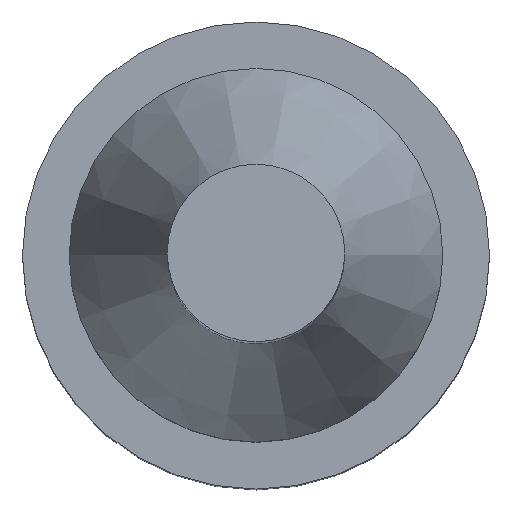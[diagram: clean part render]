
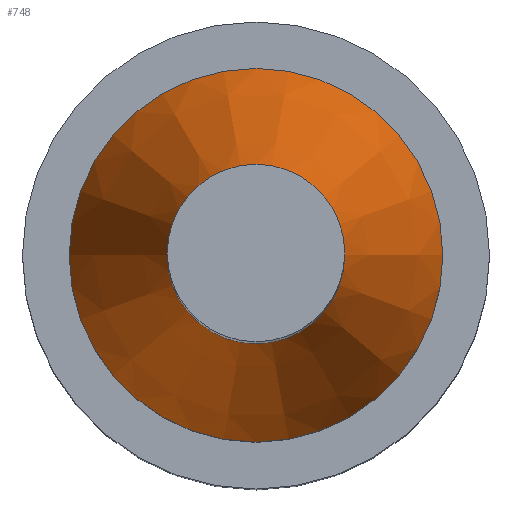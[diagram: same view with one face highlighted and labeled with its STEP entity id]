
A CAD part, top view. The second image highlights one B-rep face of the part: STEP entity #748.
In plain terms, the highlighted conical face has half-angle 19.29 degrees and reference radius 10 mm.
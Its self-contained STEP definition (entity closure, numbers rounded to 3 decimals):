
#12=CONICAL_SURFACE($,#790,10.,19.29);
#17=FACE_BOUND($,#166,.T.);
#35=CIRCLE($,#788,4.75);
#36=CIRCLE($,#791,10.);
#120=FACE_OUTER_BOUND($,#165,.T.);
#165=EDGE_LOOP($,(#615));
#166=EDGE_LOOP($,(#616));
#362=VERTEX_POINT($,#1295);
#363=VERTEX_POINT($,#1299);
#458=EDGE_CURVE($,#362,#362,#35,.T.);
#459=EDGE_CURVE($,#363,#363,#36,.T.);
#615=ORIENTED_EDGE($,*,*,#459,.F.);
#616=ORIENTED_EDGE($,*,*,#458,.T.);
#748=ADVANCED_FACE($,(#120,#17),#12,.T.);
#788=AXIS2_PLACEMENT_3D($,#1296,#925,#926);
#790=AXIS2_PLACEMENT_3D($,#1298,#929,#930);
#791=AXIS2_PLACEMENT_3D($,#1300,#931,#932);
#925=DIRECTION('center_axis',(0.,0.,-1.));
#926=DIRECTION('ref_axis',(-1.,0.,0.));
#929=DIRECTION('center_axis',(0.,0.,-1.));
#930=DIRECTION('ref_axis',(1.,0.,0.));
#931=DIRECTION('center_axis',(0.,0.,-1.));
#932=DIRECTION('ref_axis',(-1.,0.,0.));
#1295=CARTESIAN_POINT('',(-4.75,0.,51.));
#1296=CARTESIAN_POINT('Origin',(0.,0.,51.));
#1298=CARTESIAN_POINT('Origin',(0.,0.,36.));
#1299=CARTESIAN_POINT('',(10.,0.,36.));
#1300=CARTESIAN_POINT('Origin',(0.,0.,36.));
